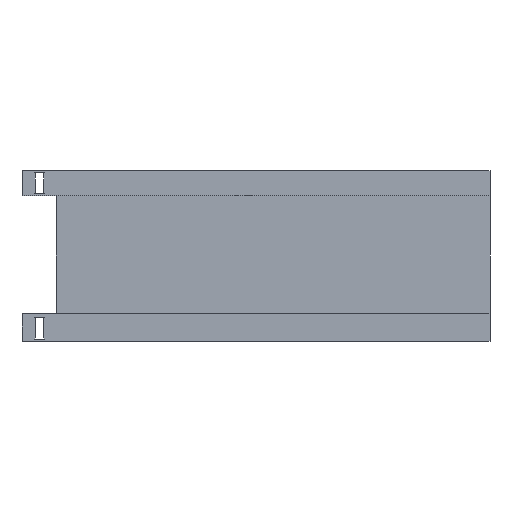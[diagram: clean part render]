
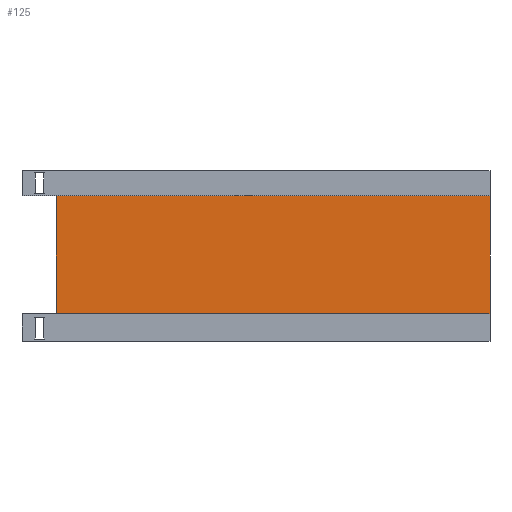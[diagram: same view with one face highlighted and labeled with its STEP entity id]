
A CAD part, front view. The second image highlights one B-rep face of the part: STEP entity #125.
In plain terms, the highlighted free-form (B-spline) face has degree [1, 1] with [2, 2] control points.
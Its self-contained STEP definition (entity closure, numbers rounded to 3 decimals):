
#22 = VERTEX_POINT('',#23);
#23 = CARTESIAN_POINT('',(-115.188,0.,54.666));
#38 = VERTEX_POINT('',#39);
#39 = CARTESIAN_POINT('',(-115.188,0.,-54.383));
#44 = EDGE_CURVE('',#22,#38,#45,.T.);
#45 = B_SPLINE_CURVE_WITH_KNOTS('',1,(#46,#47),.UNSPECIFIED.,.F.,.F.,(2,
    2),(-40.091,40.091),.PIECEWISE_BEZIER_KNOTS.);
#46 = CARTESIAN_POINT('',(-115.188,0.,54.666));
#47 = CARTESIAN_POINT('',(-115.188,0.,-54.383));
#86 = EDGE_CURVE('',#87,#22,#89,.T.);
#87 = VERTEX_POINT('',#88);
#88 = CARTESIAN_POINT('',(162.156,0.,54.666));
#89 = B_SPLINE_CURVE_WITH_KNOTS('',1,(#90,#91),.UNSPECIFIED.,.F.,.F.,(2,
    2),(-109.964,93.964),.PIECEWISE_BEZIER_KNOTS.);
#90 = CARTESIAN_POINT('',(162.156,0.,54.666));
#91 = CARTESIAN_POINT('',(-115.188,0.,54.666));
#110 = VERTEX_POINT('',#111);
#111 = CARTESIAN_POINT('',(162.156,0.,-54.383));
#116 = EDGE_CURVE('',#38,#110,#117,.T.);
#117 = B_SPLINE_CURVE_WITH_KNOTS('',1,(#118,#119),.UNSPECIFIED.,.F.,.F.,
  (2,2),(-93.964,109.964),.PIECEWISE_BEZIER_KNOTS.);
#118 = CARTESIAN_POINT('',(-115.188,0.,-54.383));
#119 = CARTESIAN_POINT('',(162.156,0.,-54.383));
#125 = ADVANCED_FACE('',(#126),#136,.F.);
#126 = FACE_BOUND('',#127,.T.);
#127 = EDGE_LOOP('',(#128,#129,#130,#135));
#128 = ORIENTED_EDGE('',*,*,#44,.T.);
#129 = ORIENTED_EDGE('',*,*,#116,.T.);
#130 = ORIENTED_EDGE('',*,*,#131,.T.);
#131 = EDGE_CURVE('',#110,#87,#132,.T.);
#132 = B_SPLINE_CURVE_WITH_KNOTS('',1,(#133,#134),.UNSPECIFIED.,.F.,.F.,
  (2,2),(-40.091,40.091),.PIECEWISE_BEZIER_KNOTS.);
#133 = CARTESIAN_POINT('',(162.156,0.,-54.383));
#134 = CARTESIAN_POINT('',(162.156,0.,54.666));
#135 = ORIENTED_EDGE('',*,*,#86,.T.);
#136 = B_SPLINE_SURFACE_WITH_KNOTS('',1,1,(
    (#137,#138)
    ,(#139,#140
    )),.UNSPECIFIED.,.F.,.F.,.F.,(2,2),(2,2),(-40.091,
    40.091),(-93.964,109.964),
  .PIECEWISE_BEZIER_KNOTS.);
#137 = CARTESIAN_POINT('',(-115.188,0.,-54.383));
#138 = CARTESIAN_POINT('',(162.156,0.,-54.383));
#139 = CARTESIAN_POINT('',(-115.188,0.,54.666));
#140 = CARTESIAN_POINT('',(162.156,0.,54.666));
